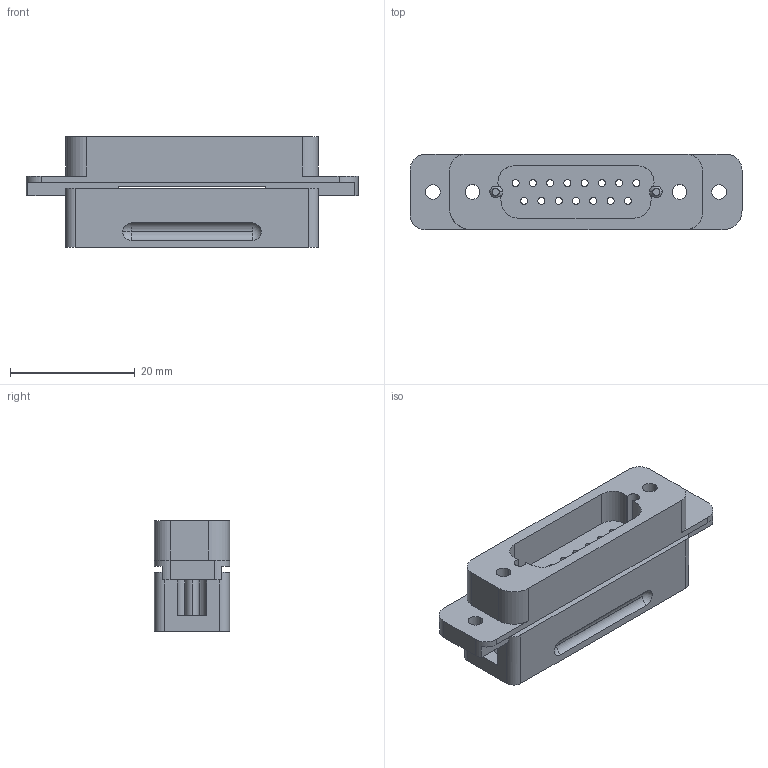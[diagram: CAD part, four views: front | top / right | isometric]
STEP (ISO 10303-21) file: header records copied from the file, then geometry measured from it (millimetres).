
FILE_DESCRIPTION (( 'STEP AP203' ), '1' );
FILE_NAME ('100423 AGP.STEP', '2009-11-16T17:36:06', ( ' ' ), ( ' ' ), 'SwSTEP 2.0', 'SolidWorks 2006004', '' );
FILE_SCHEMA (( 'CONFIG_CONTROL_DESIGN' ));
Length unit declared in the file: inch
Products named in the file (1): 100423 AGP
Bounding box: 53.21 x 12.06 x 17.78 mm (x, y, z)
Volume: 6452.8 mm3; surface area: 5707.1 mm2
Topology: 1 solids, 1 shells, 190 faces, 557 edges, 366 vertices
Faces by surface type: cylinder 116, plane 57, bspline 12, torus 5
Full cylindrical faces by diameter (mm): 2.946 x1
Entity records: 6847 total; most frequent: CARTESIAN_POINT 1362, DIRECTION 1179, ORIENTED_EDGE 1116, EDGE_CURVE 558, AXIS2_PLACEMENT_3D 461, VERTEX_POINT 367, CIRCLE 282, EDGE_LOOP 269
